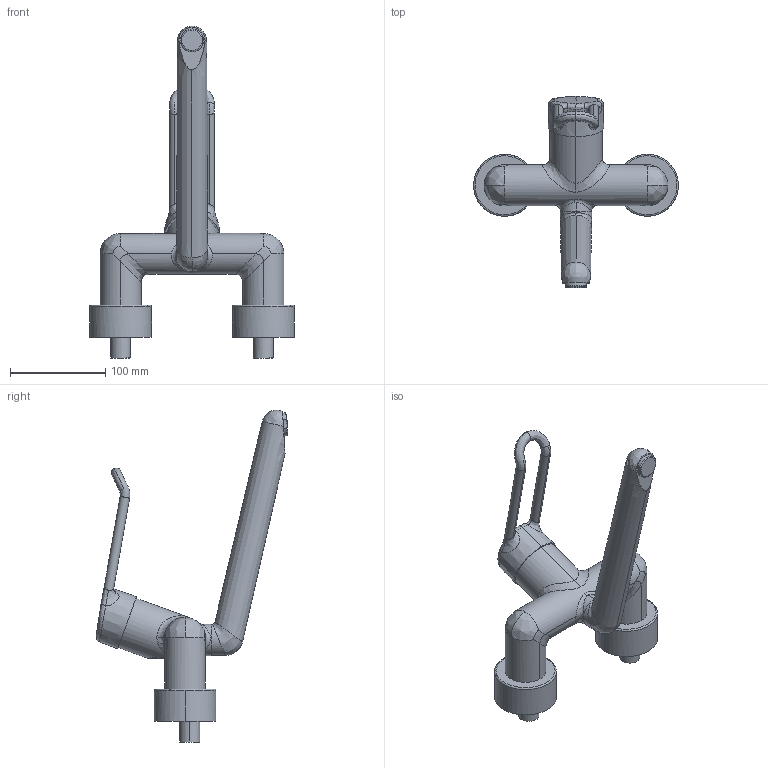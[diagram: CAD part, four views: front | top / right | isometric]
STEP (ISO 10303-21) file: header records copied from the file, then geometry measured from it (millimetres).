
FILE_DESCRIPTION (( 'STEP AP203' ), '1' );
FILE_NAME ('02572205+5536B.STEP', '2018-03-02T08:29:55', ( '' ), ( '' ), 'SwSTEP 2.0', 'SolidWorks 2016', '' );
FILE_SCHEMA (( 'CONFIG_CONTROL_DESIGN' ));
Length unit declared in the file: millimetre
Products named in the file (1): 02572205+5536B
Bounding box: 215 x 200.97 x 348.46 mm (x, y, z)
Volume: 972832.6 mm3; surface area: 119671.1 mm2
Topology: 1 solids, 1 shells, 141 faces, 360 edges, 221 vertices
Faces by surface type: bspline 56, cylinder 42, plane 31, cone 12
Entity records: 18107 total; most frequent: CARTESIAN_POINT 15044, ORIENTED_EDGE 700, DIRECTION 510, EDGE_CURVE 350, VERTEX_POINT 221, AXIS2_PLACEMENT_3D 217, EDGE_LOOP 153, ADVANCED_FACE 141
